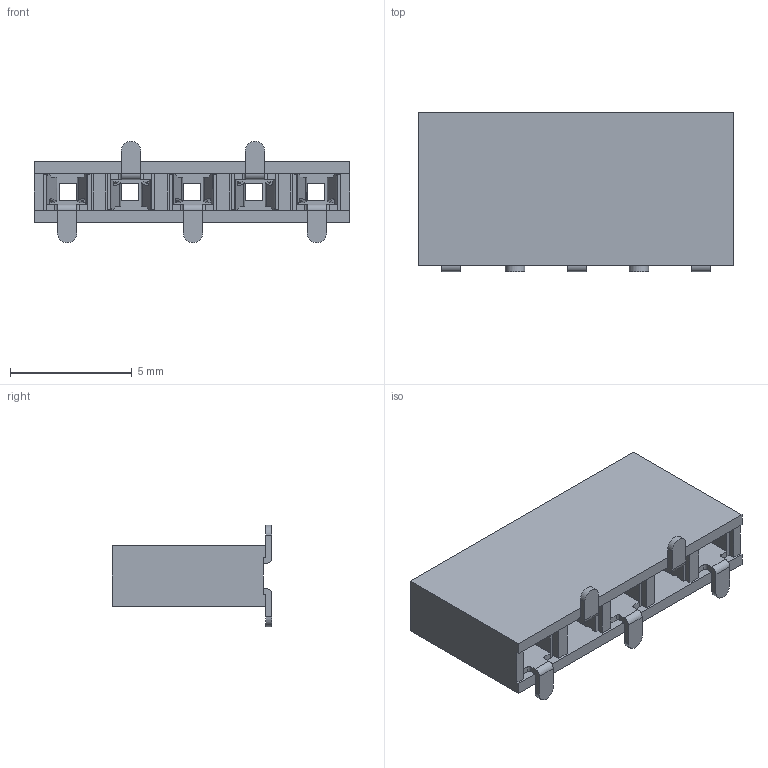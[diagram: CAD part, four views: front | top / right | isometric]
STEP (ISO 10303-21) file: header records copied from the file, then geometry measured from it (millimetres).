
FILE_DESCRIPTION (( 'STEP AP214' ), '1' );
FILE_NAME ('header female 1x5 SMD.STEP', '2021-04-09T10:28:36', ( '' ), ( '' ), 'SwSTEP 2.0', 'SolidWorks 2020', '' );
FILE_SCHEMA (( 'AUTOMOTIVE_DESIGN' ));
Length unit declared in the file: millimetre
Products named in the file (5): patillaizda; patilladcha; header female 1x5 SMD; Patilla; socket pin 1x5
Assembly tree (16 placements, depth 2):
  header female 1x5 SMD
    Patilla  x5
    patilladcha  x5
    patillaizda  x5
    socket pin 1x5
Bounding box: 12.96 x 6.55 x 4.16 mm (x, y, z)
Volume: 124.3 mm3; surface area: 637.2 mm2
Topology: 16 solids, 16 shells, 455 faces, 1269 edges, 846 vertices
Faces by surface type: plane 285, cylinder 170
Entity records: 4511 total; most frequent: CARTESIAN_POINT 831, ORIENTED_EDGE 738, DIRECTION 697, EDGE_CURVE 369, LINE 297, VECTOR 297, VERTEX_POINT 246, AXIS2_PLACEMENT_3D 200
